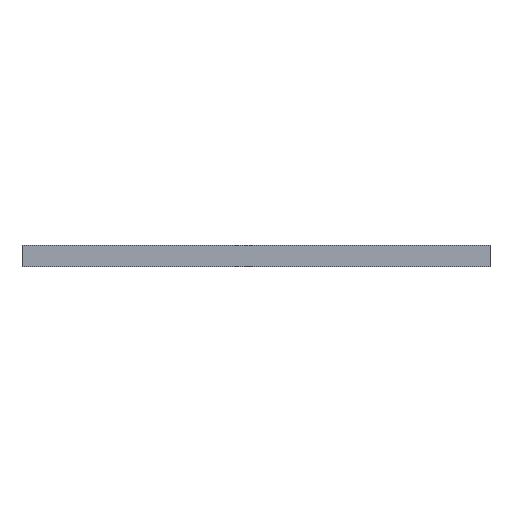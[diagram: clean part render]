
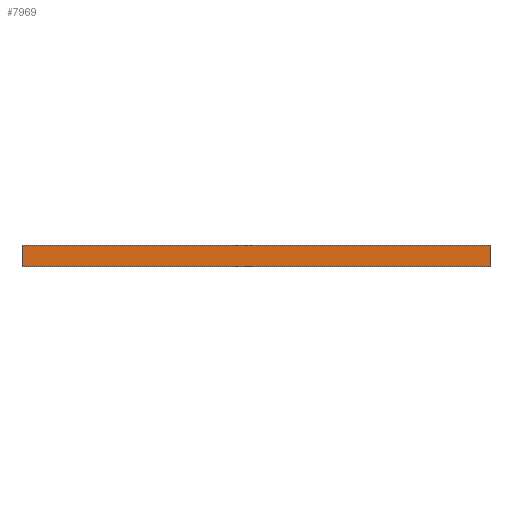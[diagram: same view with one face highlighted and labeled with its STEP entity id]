
A CAD part, left-side view. The second image highlights one B-rep face of the part: STEP entity #7969.
In plain terms, the highlighted planar face has unit normal (-1, 0, 0).
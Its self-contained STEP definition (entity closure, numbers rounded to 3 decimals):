
#83 = PLANE('',#84);
#84 = AXIS2_PLACEMENT_3D('',#85,#86,#87);
#85 = CARTESIAN_POINT('',(160.02,-97.59,1.6));
#86 = DIRECTION('',(-0.,-0.,-1.));
#87 = DIRECTION('',(-1.,0.,0.));
#137 = PLANE('',#138);
#138 = AXIS2_PLACEMENT_3D('',#139,#140,#141);
#139 = CARTESIAN_POINT('',(160.02,-97.59,0.));
#140 = DIRECTION('',(-0.,-0.,-1.));
#141 = DIRECTION('',(-1.,0.,0.));
#636 = VERTEX_POINT('',#637);
#637 = CARTESIAN_POINT('',(148.59,-115.57,0.));
#651 = PLANE('',#652);
#652 = AXIS2_PLACEMENT_3D('',#653,#654,#655);
#653 = CARTESIAN_POINT('',(153.67,-115.57,0.));
#654 = DIRECTION('',(0.,-1.,0.));
#655 = DIRECTION('',(-1.,0.,0.));
#663 = EDGE_CURVE('',#636,#664,#666,.T.);
#664 = VERTEX_POINT('',#665);
#665 = CARTESIAN_POINT('',(148.59,-80.01,0.));
#666 = SURFACE_CURVE('',#667,(#671,#678),.PCURVE_S1.);
#667 = LINE('',#668,#669);
#668 = CARTESIAN_POINT('',(148.59,-115.57,0.));
#669 = VECTOR('',#670,1.);
#670 = DIRECTION('',(0.,1.,0.));
#671 = PCURVE('',#137,#672);
#672 = DEFINITIONAL_REPRESENTATION('',(#673),#677);
#673 = LINE('',#674,#675);
#674 = CARTESIAN_POINT('',(11.43,-17.98));
#675 = VECTOR('',#676,1.);
#676 = DIRECTION('',(0.,1.));
#677 = ( GEOMETRIC_REPRESENTATION_CONTEXT(2) 
PARAMETRIC_REPRESENTATION_CONTEXT() REPRESENTATION_CONTEXT('2D SPACE',''
  ) );
#678 = PCURVE('',#679,#684);
#679 = PLANE('',#680);
#680 = AXIS2_PLACEMENT_3D('',#681,#682,#683);
#681 = CARTESIAN_POINT('',(148.59,-115.57,0.));
#682 = DIRECTION('',(-1.,0.,0.));
#683 = DIRECTION('',(0.,1.,0.));
#684 = DEFINITIONAL_REPRESENTATION('',(#685),#689);
#685 = LINE('',#686,#687);
#686 = CARTESIAN_POINT('',(0.,0.));
#687 = VECTOR('',#688,1.);
#688 = DIRECTION('',(1.,0.));
#689 = ( GEOMETRIC_REPRESENTATION_CONTEXT(2) 
PARAMETRIC_REPRESENTATION_CONTEXT() REPRESENTATION_CONTEXT('2D SPACE',''
  ) );
#707 = PLANE('',#708);
#708 = AXIS2_PLACEMENT_3D('',#709,#710,#711);
#709 = CARTESIAN_POINT('',(148.59,-80.01,0.));
#710 = DIRECTION('',(0.,1.,0.));
#711 = DIRECTION('',(1.,0.,0.));
#4580 = VERTEX_POINT('',#4581);
#4581 = CARTESIAN_POINT('',(148.59,-115.57,1.6));
#4602 = EDGE_CURVE('',#4580,#4603,#4605,.T.);
#4603 = VERTEX_POINT('',#4604);
#4604 = CARTESIAN_POINT('',(148.59,-80.01,1.6));
#4605 = SURFACE_CURVE('',#4606,(#4610,#4617),.PCURVE_S1.);
#4606 = LINE('',#4607,#4608);
#4607 = CARTESIAN_POINT('',(148.59,-115.57,1.6));
#4608 = VECTOR('',#4609,1.);
#4609 = DIRECTION('',(0.,1.,0.));
#4610 = PCURVE('',#83,#4611);
#4611 = DEFINITIONAL_REPRESENTATION('',(#4612),#4616);
#4612 = LINE('',#4613,#4614);
#4613 = CARTESIAN_POINT('',(11.43,-17.98));
#4614 = VECTOR('',#4615,1.);
#4615 = DIRECTION('',(0.,1.));
#4616 = ( GEOMETRIC_REPRESENTATION_CONTEXT(2) 
PARAMETRIC_REPRESENTATION_CONTEXT() REPRESENTATION_CONTEXT('2D SPACE',''
  ) );
#4617 = PCURVE('',#679,#4618);
#4618 = DEFINITIONAL_REPRESENTATION('',(#4619),#4623);
#4619 = LINE('',#4620,#4621);
#4620 = CARTESIAN_POINT('',(0.,-1.6));
#4621 = VECTOR('',#4622,1.);
#4622 = DIRECTION('',(1.,0.));
#4623 = ( GEOMETRIC_REPRESENTATION_CONTEXT(2) 
PARAMETRIC_REPRESENTATION_CONTEXT() REPRESENTATION_CONTEXT('2D SPACE',''
  ) );
#7946 = EDGE_CURVE('',#664,#4603,#7947,.T.);
#7947 = SURFACE_CURVE('',#7948,(#7952,#7959),.PCURVE_S1.);
#7948 = LINE('',#7949,#7950);
#7949 = CARTESIAN_POINT('',(148.59,-80.01,0.));
#7950 = VECTOR('',#7951,1.);
#7951 = DIRECTION('',(0.,0.,1.));
#7952 = PCURVE('',#707,#7953);
#7953 = DEFINITIONAL_REPRESENTATION('',(#7954),#7958);
#7954 = LINE('',#7955,#7956);
#7955 = CARTESIAN_POINT('',(0.,0.));
#7956 = VECTOR('',#7957,1.);
#7957 = DIRECTION('',(0.,-1.));
#7958 = ( GEOMETRIC_REPRESENTATION_CONTEXT(2) 
PARAMETRIC_REPRESENTATION_CONTEXT() REPRESENTATION_CONTEXT('2D SPACE',''
  ) );
#7959 = PCURVE('',#679,#7960);
#7960 = DEFINITIONAL_REPRESENTATION('',(#7961),#7965);
#7961 = LINE('',#7962,#7963);
#7962 = CARTESIAN_POINT('',(35.56,0.));
#7963 = VECTOR('',#7964,1.);
#7964 = DIRECTION('',(0.,-1.));
#7965 = ( GEOMETRIC_REPRESENTATION_CONTEXT(2) 
PARAMETRIC_REPRESENTATION_CONTEXT() REPRESENTATION_CONTEXT('2D SPACE',''
  ) );
#7969 = ADVANCED_FACE('',(#7970),#679,.T.);
#7970 = FACE_BOUND('',#7971,.T.);
#7971 = EDGE_LOOP('',(#7972,#7993,#7994,#7995));
#7972 = ORIENTED_EDGE('',*,*,#7973,.T.);
#7973 = EDGE_CURVE('',#636,#4580,#7974,.T.);
#7974 = SURFACE_CURVE('',#7975,(#7979,#7986),.PCURVE_S1.);
#7975 = LINE('',#7976,#7977);
#7976 = CARTESIAN_POINT('',(148.59,-115.57,0.));
#7977 = VECTOR('',#7978,1.);
#7978 = DIRECTION('',(0.,0.,1.));
#7979 = PCURVE('',#679,#7980);
#7980 = DEFINITIONAL_REPRESENTATION('',(#7981),#7985);
#7981 = LINE('',#7982,#7983);
#7982 = CARTESIAN_POINT('',(0.,0.));
#7983 = VECTOR('',#7984,1.);
#7984 = DIRECTION('',(0.,-1.));
#7985 = ( GEOMETRIC_REPRESENTATION_CONTEXT(2) 
PARAMETRIC_REPRESENTATION_CONTEXT() REPRESENTATION_CONTEXT('2D SPACE',''
  ) );
#7986 = PCURVE('',#651,#7987);
#7987 = DEFINITIONAL_REPRESENTATION('',(#7988),#7992);
#7988 = LINE('',#7989,#7990);
#7989 = CARTESIAN_POINT('',(5.08,0.));
#7990 = VECTOR('',#7991,1.);
#7991 = DIRECTION('',(0.,-1.));
#7992 = ( GEOMETRIC_REPRESENTATION_CONTEXT(2) 
PARAMETRIC_REPRESENTATION_CONTEXT() REPRESENTATION_CONTEXT('2D SPACE',''
  ) );
#7993 = ORIENTED_EDGE('',*,*,#4602,.T.);
#7994 = ORIENTED_EDGE('',*,*,#7946,.F.);
#7995 = ORIENTED_EDGE('',*,*,#663,.F.);
